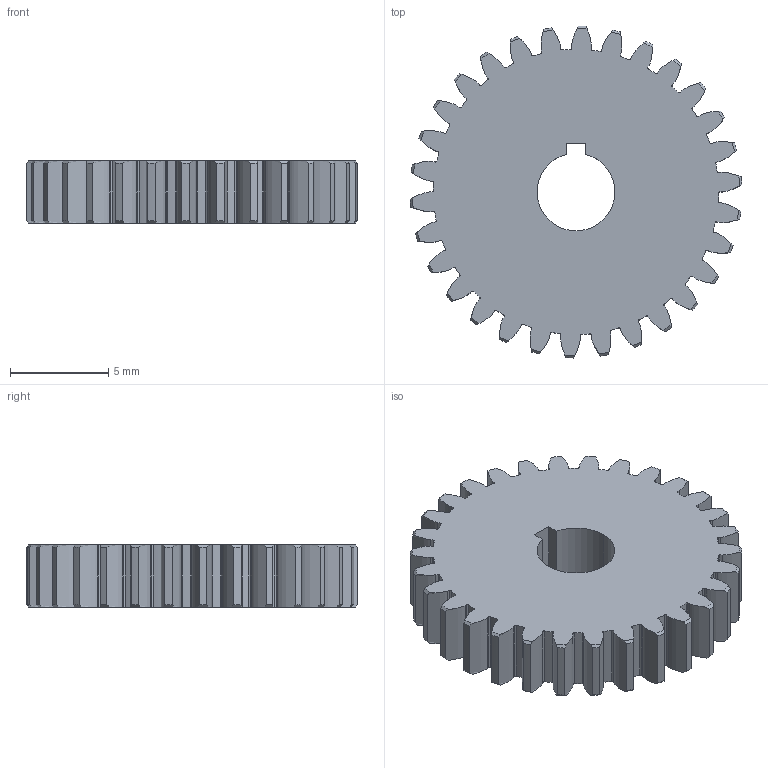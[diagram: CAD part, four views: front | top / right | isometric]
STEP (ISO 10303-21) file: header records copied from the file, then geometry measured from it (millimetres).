
FILE_DESCRIPTION (( 'STEP AP214' ), '1' );
FILE_NAME ('48dp-20pa-30t spur gear.STEP', '2021-08-15T11:23:36', ( '' ), ( '' ), 'SwSTEP 2.0', 'SolidWorks 2019', '' );
FILE_SCHEMA (( 'AUTOMOTIVE_DESIGN' ));
Length unit declared in the file: inch
Products named in the file (1): 48dp-20pa-30t spur gear
Bounding box: 16.92 x 16.93 x 3.17 mm (x, y, z)
Volume: 579.1 mm3; surface area: 729.1 mm2
Topology: 1 solids, 1 shells, 323 faces, 963 edges, 642 vertices
Faces by surface type: cylinder 138, plane 65, cone 60, bspline 60
Entity records: 15077 total; most frequent: CARTESIAN_POINT 6669, ORIENTED_EDGE 1926, DIRECTION 1587, EDGE_CURVE 963, VERTEX_POINT 642, AXIS2_PLACEMENT_3D 600, LINE 387, VECTOR 387
